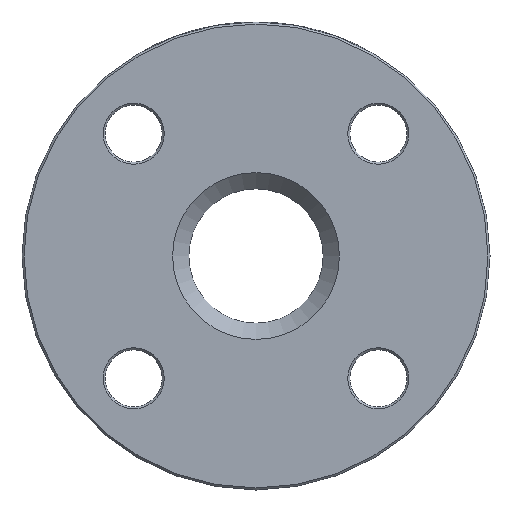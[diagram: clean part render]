
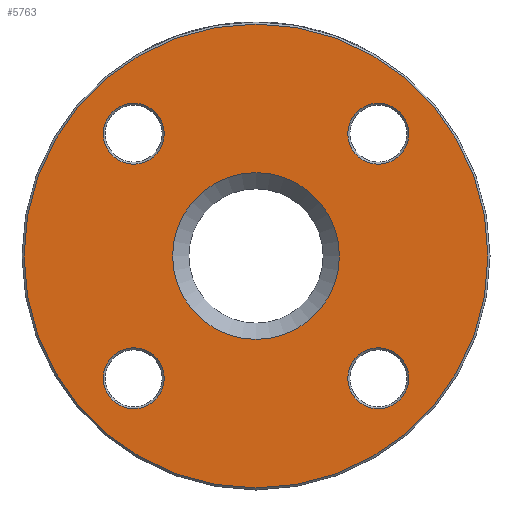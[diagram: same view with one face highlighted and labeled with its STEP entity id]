
A CAD part, left-side view. The second image highlights one B-rep face of the part: STEP entity #5763.
In plain terms, the highlighted planar face has unit normal (-1, 0, 0).
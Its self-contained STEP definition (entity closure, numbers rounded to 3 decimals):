
#147 = DIRECTION ( 'NONE',  ( -1., 0., 0. ) ) ;
#151 = ORIENTED_EDGE ( 'NONE', *, *, #3061, .T. ) ;
#173 = CARTESIAN_POINT ( 'NONE',  ( 0., 0., 0. ) ) ;
#215 = CARTESIAN_POINT ( 'NONE',  ( 0., 0., -57. ) ) ;
#414 = FACE_BOUND ( 'NONE', #4337, .T. ) ;
#445 = PLANE ( 'NONE',  #731 ) ;
#701 = DIRECTION ( 'NONE',  ( 0., 0., -1. ) ) ;
#731 = AXIS2_PLACEMENT_3D ( 'NONE', #6042, #2320, #2411 ) ;
#733 = AXIS2_PLACEMENT_3D ( 'NONE', #2648, #1675, #2140 ) ;
#1023 = CIRCLE ( 'NONE', #1809, 57. ) ;
#1491 = DIRECTION ( 'NONE',  ( 0., 0., -1. ) ) ;
#1568 = DIRECTION ( 'NONE',  ( 0., 0., -1. ) ) ;
#1675 = DIRECTION ( 'NONE',  ( 1., 0., 0. ) ) ;
#1714 = AXIS2_PLACEMENT_3D ( 'NONE', #4381, #3312, #5327 ) ;
#1809 = AXIS2_PLACEMENT_3D ( 'NONE', #173, #147, #701 ) ;
#1855 = DIRECTION ( 'NONE',  ( 0., 0., -1. ) ) ;
#1860 = EDGE_CURVE ( 'NONE', #5847, #5847, #4261, .T. ) ;
#2036 = VERTEX_POINT ( 'NONE', #3914 ) ;
#2099 = VERTEX_POINT ( 'NONE', #3978 ) ;
#2133 = CARTESIAN_POINT ( 'NONE',  ( 0., 30.052, -37.552 ) ) ;
#2140 = DIRECTION ( 'NONE',  ( 0., 0., -1. ) ) ;
#2160 = ORIENTED_EDGE ( 'NONE', *, *, #2691, .T. ) ;
#2255 = CARTESIAN_POINT ( 'NONE',  ( 0., 0., 0. ) ) ;
#2320 = DIRECTION ( 'NONE',  ( 1., 0., 0. ) ) ;
#2411 = DIRECTION ( 'NONE',  ( 0., 0., -1. ) ) ;
#2553 = EDGE_CURVE ( 'NONE', #2036, #2036, #6033, .T. ) ;
#2595 = CIRCLE ( 'NONE', #733, 7.5 ) ;
#2648 = CARTESIAN_POINT ( 'NONE',  ( 0., -30.052, -30.052 ) ) ;
#2654 = FACE_BOUND ( 'NONE', #5838, .T. ) ;
#2689 = CIRCLE ( 'NONE', #3780, 7.5 ) ;
#2691 = EDGE_CURVE ( 'NONE', #3944, #3944, #2595, .T. ) ;
#2747 = FACE_BOUND ( 'NONE', #4029, .T. ) ;
#2888 = AXIS2_PLACEMENT_3D ( 'NONE', #2255, #5168, #1855 ) ;
#2932 = DIRECTION ( 'NONE',  ( 1., 0., 0. ) ) ;
#3006 = ORIENTED_EDGE ( 'NONE', *, *, #2553, .T. ) ;
#3038 = EDGE_LOOP ( 'NONE', ( #2160 ) ) ;
#3061 = EDGE_CURVE ( 'NONE', #3479, #3479, #1023, .T. ) ;
#3312 = DIRECTION ( 'NONE',  ( 1., 0., 0. ) ) ;
#3388 = DIRECTION ( 'NONE',  ( 1., 0., 0. ) ) ;
#3479 = VERTEX_POINT ( 'NONE', #215 ) ;
#3602 = VERTEX_POINT ( 'NONE', #2133 ) ;
#3712 = EDGE_CURVE ( 'NONE', #2099, #2099, #4468, .T. ) ;
#3780 = AXIS2_PLACEMENT_3D ( 'NONE', #5751, #3388, #1568 ) ;
#3795 = EDGE_CURVE ( 'NONE', #3602, #3602, #2689, .T. ) ;
#3914 = CARTESIAN_POINT ( 'NONE',  ( 0., -30.052, 22.552 ) ) ;
#3944 = VERTEX_POINT ( 'NONE', #5809 ) ;
#3978 = CARTESIAN_POINT ( 'NONE',  ( 0., 0., -20.5 ) ) ;
#4029 = EDGE_LOOP ( 'NONE', ( #3006 ) ) ;
#4261 = CIRCLE ( 'NONE', #1714, 7.5 ) ;
#4337 = EDGE_LOOP ( 'NONE', ( #4340 ) ) ;
#4340 = ORIENTED_EDGE ( 'NONE', *, *, #3795, .T. ) ;
#4381 = CARTESIAN_POINT ( 'NONE',  ( 0., 30.052, 30.052 ) ) ;
#4434 = CARTESIAN_POINT ( 'NONE',  ( 0., 30.052, 22.552 ) ) ;
#4468 = CIRCLE ( 'NONE', #2888, 20.5 ) ;
#4628 = FACE_BOUND ( 'NONE', #3038, .T. ) ;
#4660 = FACE_BOUND ( 'NONE', #5409, .T. ) ;
#4778 = CARTESIAN_POINT ( 'NONE',  ( 0., -30.052, 30.052 ) ) ;
#4858 = ORIENTED_EDGE ( 'NONE', *, *, #1860, .T. ) ;
#5168 = DIRECTION ( 'NONE',  ( 1., 0., 0. ) ) ;
#5285 = EDGE_LOOP ( 'NONE', ( #151 ) ) ;
#5327 = DIRECTION ( 'NONE',  ( 0., 0., -1. ) ) ;
#5343 = AXIS2_PLACEMENT_3D ( 'NONE', #4778, #2932, #1491 ) ;
#5409 = EDGE_LOOP ( 'NONE', ( #4858 ) ) ;
#5513 = FACE_OUTER_BOUND ( 'NONE', #5285, .T. ) ;
#5751 = CARTESIAN_POINT ( 'NONE',  ( 0., 30.052, -30.052 ) ) ;
#5763 = ADVANCED_FACE ( 'NONE', ( #2654, #5513, #2747, #4628, #414, #4660 ), #445, .F. ) ;
#5809 = CARTESIAN_POINT ( 'NONE',  ( 0., -30.052, -37.552 ) ) ;
#5838 = EDGE_LOOP ( 'NONE', ( #5871 ) ) ;
#5847 = VERTEX_POINT ( 'NONE', #4434 ) ;
#5871 = ORIENTED_EDGE ( 'NONE', *, *, #3712, .T. ) ;
#6033 = CIRCLE ( 'NONE', #5343, 7.5 ) ;
#6042 = CARTESIAN_POINT ( 'NONE',  ( 0., 16.5, 0. ) ) ;
